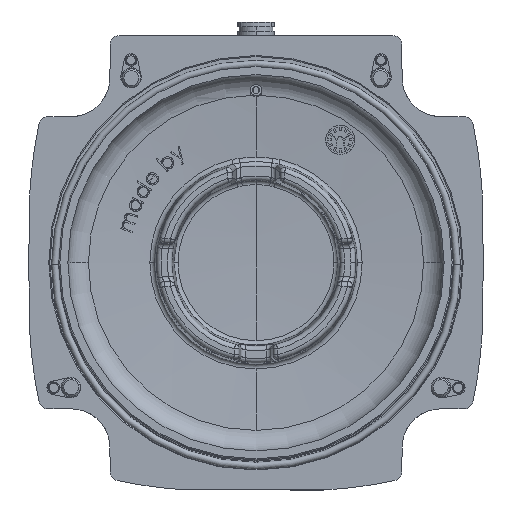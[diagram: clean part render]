
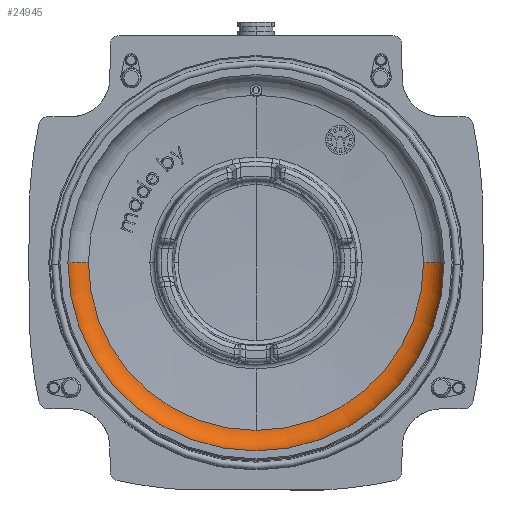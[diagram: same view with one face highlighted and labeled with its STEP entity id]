
A CAD part, top view. The second image highlights one B-rep face of the part: STEP entity #24945.
In plain terms, the highlighted toroidal (fillet/blend) face has major radius 36.409 mm and minor radius 5 mm.
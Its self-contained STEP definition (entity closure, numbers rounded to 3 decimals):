
#15328 = DIRECTION ( 'NONE',  ( 0., 0., -1. ) ) ;
#15329 = DIRECTION ( 'NONE',  ( 0., -1., 0. ) ) ;
#15393 = CARTESIAN_POINT ( 'NONE',  ( 41.4, 0., -1.5 ) ) ;
#15458 = CARTESIAN_POINT ( 'NONE',  ( 36.409, 0., -1.803 ) ) ;
#15459 = AXIS2_PLACEMENT_3D ( 'NONE', #15458, #15329, #15328 ) ;
#15460 = CIRCLE ( 'NONE', #15459, 5. ) ;
#15475 = CARTESIAN_POINT ( 'NONE',  ( 36.874, 0., -6.782 ) ) ;
#15621 = CARTESIAN_POINT ( 'NONE',  ( -36.874, 0., -6.782 ) ) ;
#15761 = DIRECTION ( 'NONE',  ( 0., 0., 1. ) ) ;
#15764 = FACE_OUTER_BOUND ( 'NONE', #24909, .T. ) ;
#15765 = DIRECTION ( 'NONE',  ( 1., 0., 0. ) ) ;
#15781 = CARTESIAN_POINT ( 'NONE',  ( 0., 0., -1.803 ) ) ;
#15919 = TOROIDAL_SURFACE ( 'NONE', #15977, 36.409, 5. ) ;
#15977 = AXIS2_PLACEMENT_3D ( 'NONE', #15781, #15761, #15765 ) ;
#15987 = CARTESIAN_POINT ( 'NONE',  ( -41.4, 0., -1.5 ) ) ;
#16702 = DIRECTION ( 'NONE',  ( 1., 0., 0. ) ) ;
#17214 = AXIS2_PLACEMENT_3D ( 'NONE', #17234, #17269, #17268 ) ;
#17215 = CIRCLE ( 'NONE', #17236, 36.874 ) ;
#17220 = DIRECTION ( 'NONE',  ( 0., 0., 1. ) ) ;
#17228 = CIRCLE ( 'NONE', #17214, 36.874 ) ;
#17234 = CARTESIAN_POINT ( 'NONE',  ( 0., 0., -6.782 ) ) ;
#17235 = CARTESIAN_POINT ( 'NONE',  ( 0., 0., -6.782 ) ) ;
#17236 = AXIS2_PLACEMENT_3D ( 'NONE', #17235, #17220, #16702 ) ;
#17268 = DIRECTION ( 'NONE',  ( 1., 0., 0. ) ) ;
#17269 = DIRECTION ( 'NONE',  ( 0., 0., 1. ) ) ;
#17971 = CARTESIAN_POINT ( 'NONE',  ( -36.409, 0., -1.803 ) ) ;
#17973 = DIRECTION ( 'NONE',  ( 0., 1., 0. ) ) ;
#17975 = CIRCLE ( 'NONE', #17980, 5. ) ;
#17976 = DIRECTION ( 'NONE',  ( 0., 0., 1. ) ) ;
#17977 = CARTESIAN_POINT ( 'NONE',  ( 0., 0., -1.5 ) ) ;
#17978 = AXIS2_PLACEMENT_3D ( 'NONE', #17977, #17976, #17981 ) ;
#17980 = AXIS2_PLACEMENT_3D ( 'NONE', #17971, #17973, #17992 ) ;
#17981 = DIRECTION ( 'NONE',  ( 1., 0., 0. ) ) ;
#17982 = CIRCLE ( 'NONE', #17978, 41.4 ) ;
#17992 = DIRECTION ( 'NONE',  ( -1., 0., 0. ) ) ;
#17994 = CARTESIAN_POINT ( 'NONE',  ( 0., -36.874, -6.782 ) ) ;
#24889 = EDGE_CURVE ( 'NONE', #24890, #24891, #15460, .T. ) ;
#24890 = VERTEX_POINT ( 'NONE', #15475 ) ;
#24891 = VERTEX_POINT ( 'NONE', #15393 ) ;
#24909 = EDGE_LOOP ( 'NONE', ( #25103, #25102, #24910, #25088, #25085 ) ) ;
#24910 = ORIENTED_EDGE ( 'NONE', *, *, #25086, .T. ) ;
#24911 = VERTEX_POINT ( 'NONE', #15621 ) ;
#24944 = VERTEX_POINT ( 'NONE', #15987 ) ;
#24945 = ADVANCED_FACE ( 'NONE', ( #15764 ), #15919, .F. ) ;
#25071 = EDGE_CURVE ( 'NONE', #25105, #24890, #17228, .T. ) ;
#25081 = EDGE_CURVE ( 'NONE', #24911, #25105, #17215, .T. ) ;
#25085 = ORIENTED_EDGE ( 'NONE', *, *, #25071, .F. ) ;
#25086 = EDGE_CURVE ( 'NONE', #24944, #24891, #17982, .T. ) ;
#25087 = EDGE_CURVE ( 'NONE', #24911, #24944, #17975, .T. ) ;
#25088 = ORIENTED_EDGE ( 'NONE', *, *, #24889, .F. ) ;
#25102 = ORIENTED_EDGE ( 'NONE', *, *, #25087, .T. ) ;
#25103 = ORIENTED_EDGE ( 'NONE', *, *, #25081, .F. ) ;
#25105 = VERTEX_POINT ( 'NONE', #17994 ) ;
